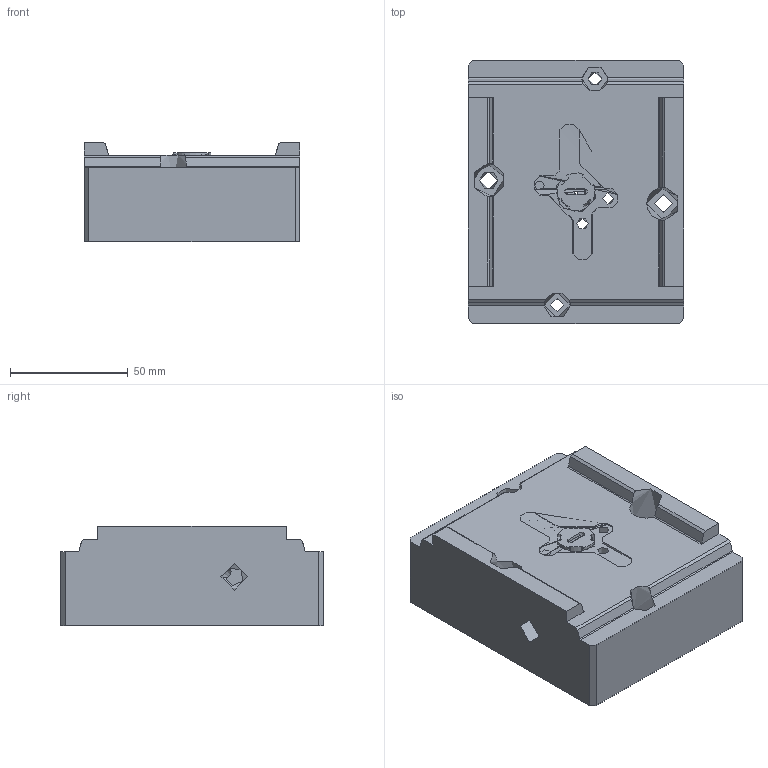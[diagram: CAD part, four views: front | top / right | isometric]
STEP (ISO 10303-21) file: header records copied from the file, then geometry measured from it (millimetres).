
FILE_DESCRIPTION(('STEP AP214'),'1');
FILE_NAME('Stock Core AM - stage3.stp','2017-11-09T16:09:17',(' '),(' '),'Spatial InterOp 3D',' ',' ');
FILE_SCHEMA(('AUTOMOTIVE_DESIGN { 1 0 10303 214 1 1 1 1 }'));
Length unit declared in the file: millimetre
Products named in the file (1): Stock Core AM - stage3
Bounding box: 91.6 x 111.6 x 42.1 mm (x, y, z)
Surface area: 551429904.2 mm2
Topology: 3 solids, 3 shells, 630 faces, 1842 edges, 1220 vertices
Faces by surface type: plane 341, cylinder 143, cone 79, bspline 53, torus 9, sphere 4, offset 1
Full cylindrical faces by diameter (mm): 0.4 x1, 1.3 x1, 1.8 x1, 4.1 x1, 4.5 x1, 4.8 x4, 5.5 x1, 5.8 x3, 6 x2, 6.5 x3, 6.8 x2, 7.8 x2, 10.2 x1, 10.845 x2, 11 x2, 11.445 x2, 11.5 x1, 13 x2, 14 x2
Entity records: 31031 total; most frequent: CARTESIAN_POINT 10343, ORIENTED_EDGE 3436, DIRECTION 3003, EDGE_CURVE 1718, VERTEX_POINT 1167, AXIS2_PLACEMENT_3D 1081, LINE 841, VECTOR 841
